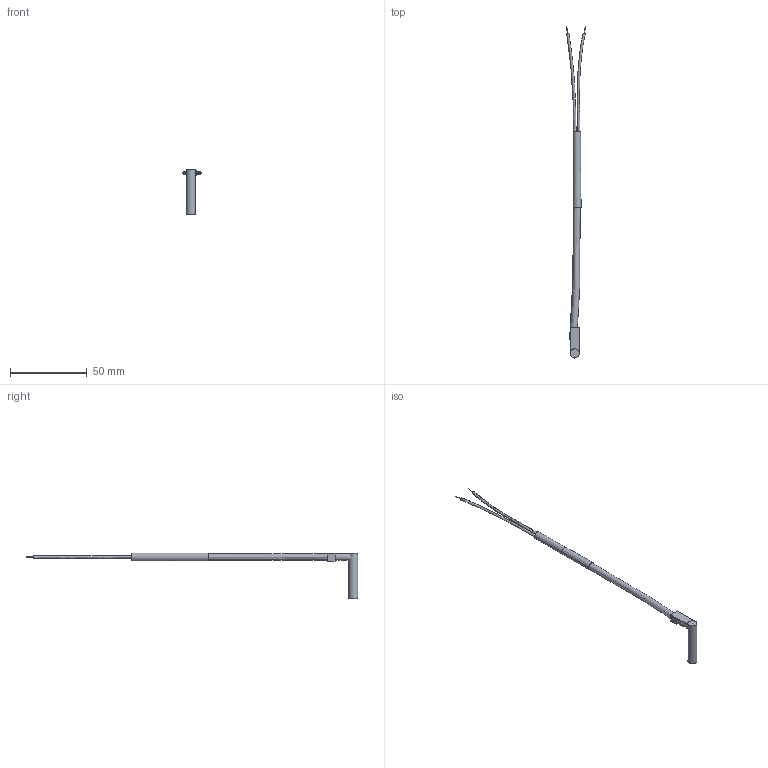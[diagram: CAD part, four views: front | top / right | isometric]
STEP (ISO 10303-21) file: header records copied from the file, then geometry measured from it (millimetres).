
FILE_DESCRIPTION (( 'STEP AP214' ), '1' );
FILE_NAME ('1052-Z1P-A.STEP', '2013-05-15T14:42:29', ( '3DAssist' ), ( '' ), 'SwSTEP 2.0', 'SolidWorks 2013', '' );
FILE_SCHEMA (( 'AUTOMOTIVE_DESIGN' ));
Length unit declared in the file: millimetre
Products named in the file (1): 1052-Z1P-A
Bounding box: 12.77 x 216.95 x 30 mm (x, y, z)
Volume: 4137 mm3; surface area: 4393.2 mm2
Topology: 10 solids, 10 shells, 44 faces, 73 edges, 50 vertices
Faces by surface type: plane 35, cylinder 5, bspline 3, sphere 1
Full cylindrical faces by diameter (mm): 0.3 x2, 5 x1, 6 x1
Entity records: 1246 total; most frequent: CARTESIAN_POINT 334, DIRECTION 164, ORIENTED_EDGE 126, EDGE_CURVE 63, AXIS2_PLACEMENT_3D 59, EDGE_LOOP 52, FACE_OUTER_BOUND 51, VERTEX_POINT 47
